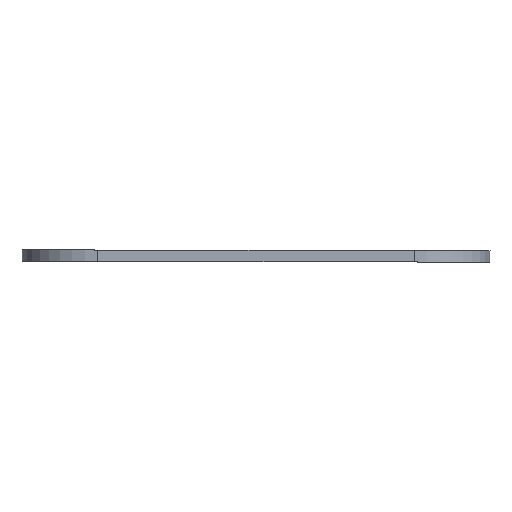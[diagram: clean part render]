
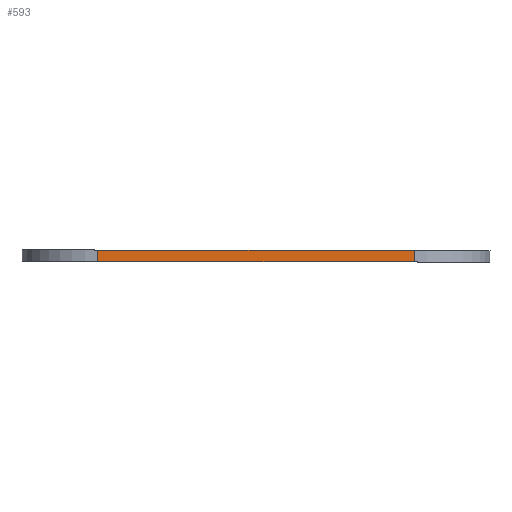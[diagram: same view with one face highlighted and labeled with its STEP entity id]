
A CAD part, front view. The second image highlights one B-rep face of the part: STEP entity #593.
In plain terms, the highlighted planar face has unit normal (0, -1, 0).
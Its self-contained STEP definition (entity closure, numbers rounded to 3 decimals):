
#37=PLANE('',#670);
#65=FACE_OUTER_BOUND('',#95,.T.);
#95=EDGE_LOOP('',(#479,#480,#481,#482));
#151=LINE('',#1015,#199);
#152=LINE('',#1018,#200);
#153=LINE('',#1020,#201);
#154=LINE('',#1021,#202);
#199=VECTOR('',#837,10.);
#200=VECTOR('',#840,10.);
#201=VECTOR('',#841,10.);
#202=VECTOR('',#842,10.);
#291=VERTEX_POINT('',#1011);
#292=VERTEX_POINT('',#1013);
#293=VERTEX_POINT('',#1017);
#294=VERTEX_POINT('',#1019);
#371=EDGE_CURVE('',#291,#292,#151,.T.);
#372=EDGE_CURVE('',#293,#291,#152,.T.);
#373=EDGE_CURVE('',#294,#292,#153,.T.);
#374=EDGE_CURVE('',#293,#294,#154,.T.);
#479=ORIENTED_EDGE('',*,*,#372,.T.);
#480=ORIENTED_EDGE('',*,*,#371,.T.);
#481=ORIENTED_EDGE('',*,*,#373,.F.);
#482=ORIENTED_EDGE('',*,*,#374,.F.);
#593=ADVANCED_FACE('',(#65),#37,.T.);
#670=AXIS2_PLACEMENT_3D('',#1016,#838,#839);
#837=DIRECTION('',(-0.002,0.,-1.));
#838=DIRECTION('center_axis',(0.,-1.,0.));
#839=DIRECTION('ref_axis',(-1.,0.,0.002));
#840=DIRECTION('',(-1.,0.,0.002));
#841=DIRECTION('',(-1.,0.,0.002));
#842=DIRECTION('',(-0.002,0.,-1.));
#1011=CARTESIAN_POINT('',(31.493,88.594,-65.789));
#1013=CARTESIAN_POINT('',(31.49,88.594,-67.289));
#1015=CARTESIAN_POINT('',(31.494,88.594,-65.289));
#1016=CARTESIAN_POINT('Origin',(73.269,88.594,-65.371));
#1017=CARTESIAN_POINT('',(73.268,88.594,-65.871));
#1018=CARTESIAN_POINT('',(73.268,88.594,-65.871));
#1019=CARTESIAN_POINT('',(73.265,88.594,-67.371));
#1020=CARTESIAN_POINT('',(73.265,88.594,-67.371));
#1021=CARTESIAN_POINT('',(73.269,88.594,-65.371));
